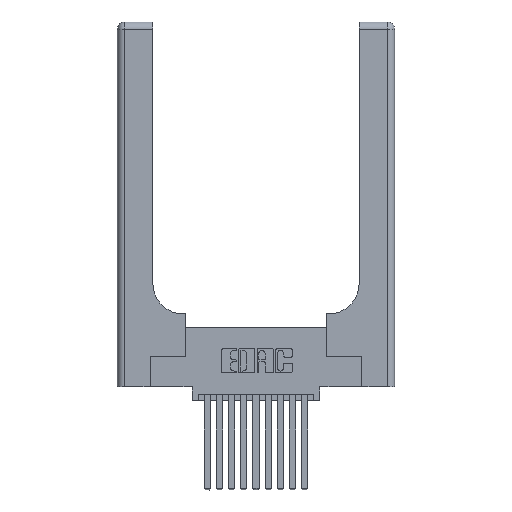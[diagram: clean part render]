
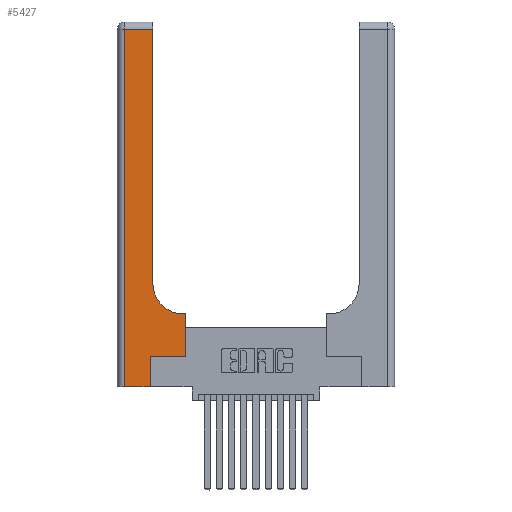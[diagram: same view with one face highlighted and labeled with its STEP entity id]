
A CAD part, top view. The second image highlights one B-rep face of the part: STEP entity #5427.
In plain terms, the highlighted planar face has unit normal (0, 0, 1).
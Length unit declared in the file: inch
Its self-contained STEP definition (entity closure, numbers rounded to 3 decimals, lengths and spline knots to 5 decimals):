
#218 = VECTOR ( 'NONE', #1442, 39.37008 ) ;
#369 = DIRECTION ( 'NONE',  ( 0., 0., -1. ) ) ;
#637 = CARTESIAN_POINT ( 'NONE',  ( 0.5585, 0.25, 0.37 ) ) ;
#958 = EDGE_CURVE ( 'NONE', #14630, #12558, #5012, .T. ) ;
#1280 = CARTESIAN_POINT ( 'NONE',  ( 0., 2.94, 0.37 ) ) ;
#1390 = CARTESIAN_POINT ( 'NONE',  ( 0.5585, 0.25, 0.37 ) ) ;
#1442 = DIRECTION ( 'NONE',  ( 0., 1., 0. ) ) ;
#1704 = LINE ( 'NONE', #11764, #14349 ) ;
#1713 = CARTESIAN_POINT ( 'NONE',  ( 0.5415, 0.85, 0.37 ) ) ;
#1727 = EDGE_CURVE ( 'NONE', #13703, #15548, #5192, .T. ) ;
#1819 = CARTESIAN_POINT ( 'NONE',  ( 0., 3., 0.37 ) ) ;
#1825 = VERTEX_POINT ( 'NONE', #4114 ) ;
#2070 = ORIENTED_EDGE ( 'NONE', *, *, #1727, .T. ) ;
#2433 = DIRECTION ( 'NONE',  ( -1., 0., 0. ) ) ;
#2562 = LINE ( 'NONE', #6329, #15430 ) ;
#3038 = DIRECTION ( 'NONE',  ( -1., 0., 0. ) ) ;
#3770 = CARTESIAN_POINT ( 'NONE',  ( 0.2915, 0.85, 0.37 ) ) ;
#3966 = CARTESIAN_POINT ( 'NONE',  ( 0.5585, 0.6, 0.37 ) ) ;
#4095 = DIRECTION ( 'NONE',  ( 1., 0., 0. ) ) ;
#4114 = CARTESIAN_POINT ( 'NONE',  ( 0.5415, 0.6, 0.37 ) ) ;
#4223 = VECTOR ( 'NONE', #2433, 39.37008 ) ;
#4585 = ORIENTED_EDGE ( 'NONE', *, *, #9574, .T. ) ;
#4902 = EDGE_CURVE ( 'NONE', #12864, #1825, #1704, .T. ) ;
#5012 = LINE ( 'NONE', #12982, #13485 ) ;
#5192 = LINE ( 'NONE', #1280, #4223 ) ;
#5310 = EDGE_CURVE ( 'NONE', #14770, #9910, #10485, .T. ) ;
#5427 = ADVANCED_FACE ( 'NONE', ( #10668 ), #5521, .F. ) ;
#5521 = PLANE ( 'NONE',  #12070 ) ;
#5874 = ORIENTED_EDGE ( 'NONE', *, *, #958, .T. ) ;
#6329 = CARTESIAN_POINT ( 'NONE',  ( 0.2915, 3., 0.37 ) ) ;
#6700 = DIRECTION ( 'NONE',  ( 1., 0., 0. ) ) ;
#7141 = EDGE_CURVE ( 'NONE', #12558, #12864, #7411, .T. ) ;
#7411 = LINE ( 'NONE', #1390, #218 ) ;
#7629 = LINE ( 'NONE', #9587, #14488 ) ;
#7893 = DIRECTION ( 'NONE',  ( 0., 1., 0. ) ) ;
#8129 = DIRECTION ( 'NONE',  ( -1., 0., 0. ) ) ;
#8315 = CARTESIAN_POINT ( 'NONE',  ( 0.06, 0., 0.37 ) ) ;
#8723 = CARTESIAN_POINT ( 'NONE',  ( 0.06, 2.94, 0.37 ) ) ;
#9173 = LINE ( 'NONE', #14883, #11745 ) ;
#9241 = ORIENTED_EDGE ( 'NONE', *, *, #14618, .T. ) ;
#9574 = EDGE_CURVE ( 'NONE', #13400, #13703, #2562, .T. ) ;
#9587 = CARTESIAN_POINT ( 'NONE',  ( 0.06, 3., 0.37 ) ) ;
#9910 = VERTEX_POINT ( 'NONE', #15954 ) ;
#10004 = AXIS2_PLACEMENT_3D ( 'NONE', #1713, #369, #4095 ) ;
#10287 = EDGE_CURVE ( 'NONE', #9910, #14630, #9173, .T. ) ;
#10291 = VECTOR ( 'NONE', #11294, 39.37008 ) ;
#10482 = CARTESIAN_POINT ( 'NONE',  ( 0.269, 0.25, 0.37 ) ) ;
#10485 = LINE ( 'NONE', #11354, #10291 ) ;
#10668 = FACE_OUTER_BOUND ( 'NONE', #14801, .T. ) ;
#10828 = ORIENTED_EDGE ( 'NONE', *, *, #4902, .T. ) ;
#10921 = DIRECTION ( 'NONE',  ( 0., -1., 0. ) ) ;
#11294 = DIRECTION ( 'NONE',  ( 1., 0., 0. ) ) ;
#11354 = CARTESIAN_POINT ( 'NONE',  ( 0., 0., 0.37 ) ) ;
#11745 = VECTOR ( 'NONE', #14823, 39.37008 ) ;
#11764 = CARTESIAN_POINT ( 'NONE',  ( 0.2915, 0.6, 0.37 ) ) ;
#11987 = CARTESIAN_POINT ( 'NONE',  ( 0.2915, 2.94, 0.37 ) ) ;
#12070 = AXIS2_PLACEMENT_3D ( 'NONE', #1819, #15849, #8129 ) ;
#12558 = VERTEX_POINT ( 'NONE', #637 ) ;
#12864 = VERTEX_POINT ( 'NONE', #3966 ) ;
#12982 = CARTESIAN_POINT ( 'NONE',  ( 0.269, 0.25, 0.37 ) ) ;
#13400 = VERTEX_POINT ( 'NONE', #3770 ) ;
#13485 = VECTOR ( 'NONE', #6700, 39.37008 ) ;
#13553 = ORIENTED_EDGE ( 'NONE', *, *, #7141, .T. ) ;
#13703 = VERTEX_POINT ( 'NONE', #11987 ) ;
#14161 = ORIENTED_EDGE ( 'NONE', *, *, #5310, .T. ) ;
#14296 = CIRCLE ( 'NONE', #10004, 0.25 ) ;
#14349 = VECTOR ( 'NONE', #3038, 39.37008 ) ;
#14488 = VECTOR ( 'NONE', #10921, 39.37008 ) ;
#14618 = EDGE_CURVE ( 'NONE', #1825, #13400, #14296, .T. ) ;
#14630 = VERTEX_POINT ( 'NONE', #10482 ) ;
#14770 = VERTEX_POINT ( 'NONE', #8315 ) ;
#14785 = EDGE_CURVE ( 'NONE', #15548, #14770, #7629, .T. ) ;
#14801 = EDGE_LOOP ( 'NONE', ( #4585, #2070, #16006, #14161, #15080, #5874, #13553, #10828, #9241 ) ) ;
#14823 = DIRECTION ( 'NONE',  ( 0., 1., 0. ) ) ;
#14883 = CARTESIAN_POINT ( 'NONE',  ( 0.269, 0., 0.37 ) ) ;
#15080 = ORIENTED_EDGE ( 'NONE', *, *, #10287, .T. ) ;
#15430 = VECTOR ( 'NONE', #7893, 39.37008 ) ;
#15548 = VERTEX_POINT ( 'NONE', #8723 ) ;
#15849 = DIRECTION ( 'NONE',  ( 0., 0., -1. ) ) ;
#15954 = CARTESIAN_POINT ( 'NONE',  ( 0.269, 0., 0.37 ) ) ;
#16006 = ORIENTED_EDGE ( 'NONE', *, *, #14785, .T. ) ;
